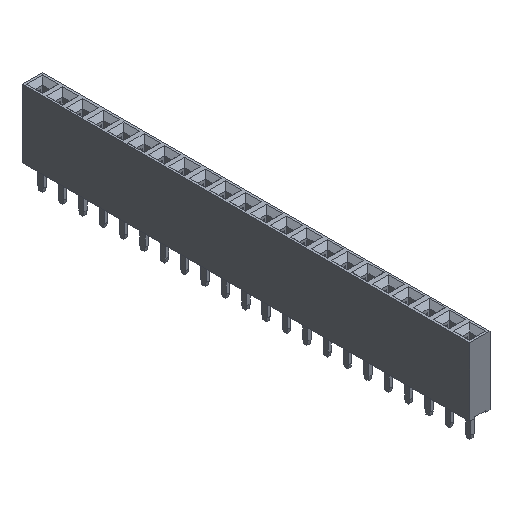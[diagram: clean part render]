
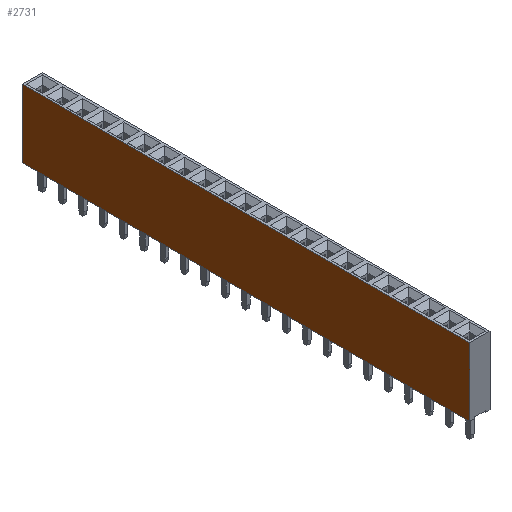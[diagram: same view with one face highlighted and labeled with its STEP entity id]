
A CAD part, isometric view. The second image highlights one B-rep face of the part: STEP entity #2731.
In plain terms, the highlighted planar face has unit normal (-1, 0, 0).
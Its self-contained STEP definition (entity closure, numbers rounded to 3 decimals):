
#925 = VERTEX_POINT('',#926);
#926 = CARTESIAN_POINT('',(-1.25,1.27,0.));
#934 = EDGE_CURVE('',#925,#935,#937,.T.);
#935 = VERTEX_POINT('',#936);
#936 = CARTESIAN_POINT('',(-1.25,1.27,8.5));
#937 = LINE('',#938,#939);
#938 = CARTESIAN_POINT('',(-1.25,1.27,0.));
#939 = VECTOR('',#940,1.);
#940 = DIRECTION('',(0.,0.,1.));
#1015 = EDGE_CURVE('',#1016,#925,#1018,.T.);
#1016 = VERTEX_POINT('',#1017);
#1017 = CARTESIAN_POINT('',(-1.25,-54.61,0.));
#1018 = LINE('',#1019,#1020);
#1019 = CARTESIAN_POINT('',(-1.25,-54.61,0.));
#1020 = VECTOR('',#1021,1.);
#1021 = DIRECTION('',(0.,1.,0.));
#1964 = EDGE_CURVE('',#1965,#935,#1967,.T.);
#1965 = VERTEX_POINT('',#1966);
#1966 = CARTESIAN_POINT('',(-1.25,-54.61,8.5));
#1967 = LINE('',#1968,#1969);
#1968 = CARTESIAN_POINT('',(-1.25,-54.61,8.5));
#1969 = VECTOR('',#1970,1.);
#1970 = DIRECTION('',(0.,1.,0.));
#2731 = ADVANCED_FACE('',(#2732),#2743,.T.);
#2732 = FACE_BOUND('',#2733,.T.);
#2733 = EDGE_LOOP('',(#2734,#2740,#2741,#2742));
#2734 = ORIENTED_EDGE('',*,*,#2735,.T.);
#2735 = EDGE_CURVE('',#1016,#1965,#2736,.T.);
#2736 = LINE('',#2737,#2738);
#2737 = CARTESIAN_POINT('',(-1.25,-54.61,0.));
#2738 = VECTOR('',#2739,1.);
#2739 = DIRECTION('',(0.,0.,1.));
#2740 = ORIENTED_EDGE('',*,*,#1964,.T.);
#2741 = ORIENTED_EDGE('',*,*,#934,.F.);
#2742 = ORIENTED_EDGE('',*,*,#1015,.F.);
#2743 = PLANE('',#2744);
#2744 = AXIS2_PLACEMENT_3D('',#2745,#2746,#2747);
#2745 = CARTESIAN_POINT('',(-1.25,-54.61,0.));
#2746 = DIRECTION('',(-1.,0.,0.));
#2747 = DIRECTION('',(0.,1.,0.));
